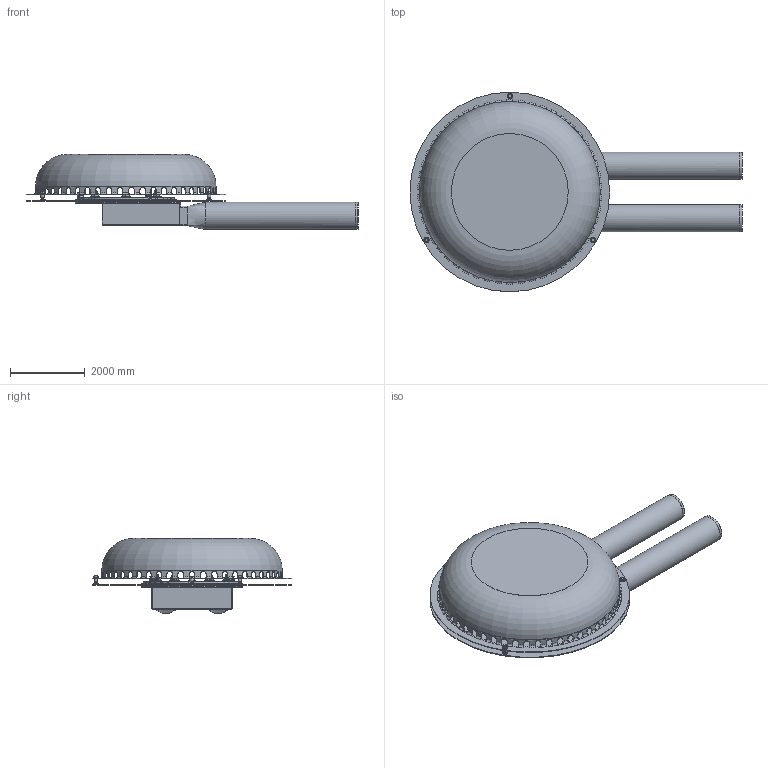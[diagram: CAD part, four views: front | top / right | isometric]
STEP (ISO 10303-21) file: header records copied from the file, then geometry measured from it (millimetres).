
FILE_DESCRIPTION(/* description */ (''),/* implementation_level */ '2;1');
FILE_NAME(/* name */ '13779.CC0X_3D.stp',/* time_stamp */ '2025-01-16T08:56:51+01:00',/* author */ ('c.rudolph'),/* organization */ (''),/* preprocessor_version */ 'ST-DEVELOPER v20',/* originating_system */ 'AutoCAD Mechanical',/* authorisation */ '');
FILE_SCHEMA (('AUTOMOTIVE_DESIGN { 1 0 10303 214 3 1 1 }'));
Length unit declared in the file: centimetre
Products named in the file (13): Product; *S0; 61752.070XB; *U7; *U6; 30070.000X; *U4; *U3; 19929.100XB; *U9; *U8; *U11; *U10
Assembly tree (26 placements, depth 4):
  Product
    *S0
    61752.070XB
      *U7
        *U6  x6
    30070.000X
      *U4
        *U3  x3
    19929.100XB
    *U9
      *U8  x6
    *U11
      *U10  x3
Bounding box: 8865 x 5330 x 2005 mm (x, y, z)
Volume: 1926743976.4 mm3; surface area: 206262821.4 mm2
Topology: 30 solids, 30 shells, 915 faces, 2504 edges, 1585 vertices
Faces by surface type: cone 344, plane 309, cylinder 125, torus 77, bspline 60
Full cylindrical faces by diameter (mm): 40 x3, 60 x6, 70 x12, 80 x21, 100 x3, 101.06 x6, 130 x3, 160 x18, 180 x6, 706 x2, 730 x2, 1220 x1, 1300 x3, 2700 x2, 4790 x1, 4820 x1, 5330 x2
Entity records: 34730 total; most frequent: CARTESIAN_POINT 17906, ORIENTED_EDGE 3700, DIRECTION 3256, EDGE_CURVE 1850, AXIS2_PLACEMENT_3D 1227, VERTEX_POINT 1196, LINE 802, VECTOR 802
